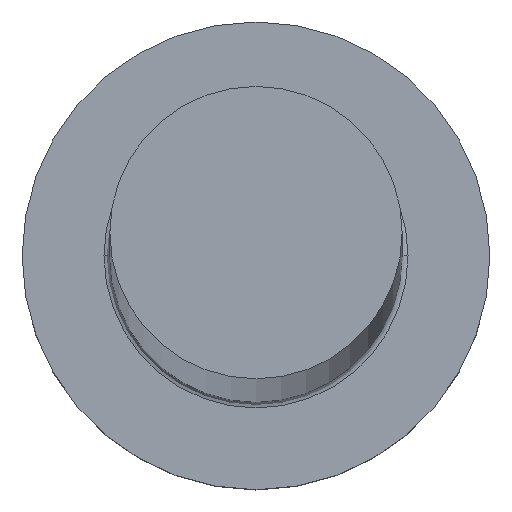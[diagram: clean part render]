
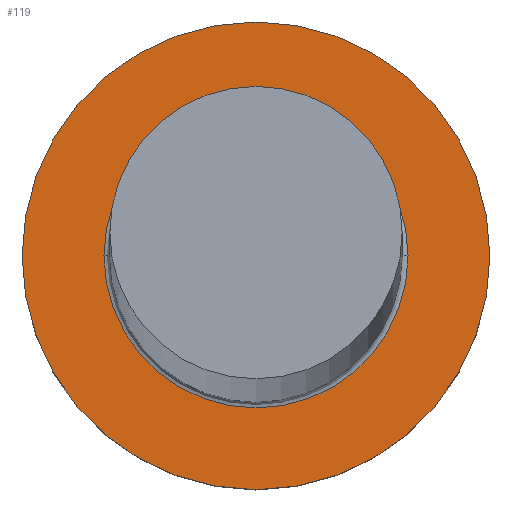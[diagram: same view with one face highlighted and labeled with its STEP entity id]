
A CAD part, top view. The second image highlights one B-rep face of the part: STEP entity #119.
In plain terms, the highlighted planar face has unit normal (0, 0, 1).
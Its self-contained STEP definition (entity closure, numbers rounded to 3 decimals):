
#15 = VERTEX_POINT ( 'NONE', #278 ) ;
#20 = ORIENTED_EDGE ( 'NONE', *, *, #182, .T. ) ;
#21 = DIRECTION ( 'NONE',  ( 1., 0., 0. ) ) ;
#27 = CARTESIAN_POINT ( 'NONE',  ( 8., 0., 5. ) ) ;
#29 = AXIS2_PLACEMENT_3D ( 'NONE', #211, #67, #240 ) ;
#39 = CARTESIAN_POINT ( 'NONE',  ( 0., 0., 5. ) ) ;
#43 = DIRECTION ( 'NONE',  ( 1., 0., 0. ) ) ;
#53 = ORIENTED_EDGE ( 'NONE', *, *, #62, .T. ) ;
#62 = EDGE_CURVE ( 'NONE', #170, #15, #141, .T. ) ;
#66 = PLANE ( 'NONE',  #213 ) ;
#67 = DIRECTION ( 'NONE',  ( 0., 0., 1. ) ) ;
#91 = CIRCLE ( 'NONE', #129, 5.2 ) ;
#93 = CARTESIAN_POINT ( 'NONE',  ( 0., 0., 5. ) ) ;
#94 = EDGE_CURVE ( 'NONE', #200, #294, #161, .T. ) ;
#110 = EDGE_LOOP ( 'NONE', ( #53, #20 ) ) ;
#111 = DIRECTION ( 'NONE',  ( 0., 0., -1. ) ) ;
#117 = CARTESIAN_POINT ( 'NONE',  ( 0., 0., 5. ) ) ;
#119 = ADVANCED_FACE ( 'NONE', ( #120, #236 ), #66, .T. ) ;
#120 = FACE_BOUND ( 'NONE', #110, .T. ) ;
#129 = AXIS2_PLACEMENT_3D ( 'NONE', #117, #210, #235 ) ;
#141 = CIRCLE ( 'NONE', #302, 5.2 ) ;
#143 = DIRECTION ( 'NONE',  ( 1., 0., 0. ) ) ;
#151 = ORIENTED_EDGE ( 'NONE', *, *, #222, .T. ) ;
#152 = ORIENTED_EDGE ( 'NONE', *, *, #94, .T. ) ;
#153 = EDGE_LOOP ( 'NONE', ( #151, #152 ) ) ;
#161 = CIRCLE ( 'NONE', #29, 8. ) ;
#163 = CARTESIAN_POINT ( 'NONE',  ( 0., 0., 5. ) ) ;
#170 = VERTEX_POINT ( 'NONE', #193 ) ;
#171 = CIRCLE ( 'NONE', #284, 8. ) ;
#182 = EDGE_CURVE ( 'NONE', #15, #170, #91, .T. ) ;
#188 = DIRECTION ( 'NONE',  ( 0., 0., 1. ) ) ;
#193 = CARTESIAN_POINT ( 'NONE',  ( 5.2, 0., 5. ) ) ;
#200 = VERTEX_POINT ( 'NONE', #27 ) ;
#210 = DIRECTION ( 'NONE',  ( 0., 0., -1. ) ) ;
#211 = CARTESIAN_POINT ( 'NONE',  ( 0., 0., 5. ) ) ;
#213 = AXIS2_PLACEMENT_3D ( 'NONE', #163, #188, #143 ) ;
#222 = EDGE_CURVE ( 'NONE', #294, #200, #171, .T. ) ;
#235 = DIRECTION ( 'NONE',  ( 1., 0., 0. ) ) ;
#236 = FACE_OUTER_BOUND ( 'NONE', #153, .T. ) ;
#237 = DIRECTION ( 'NONE',  ( 0., 0., 1. ) ) ;
#240 = DIRECTION ( 'NONE',  ( 1., 0., 0. ) ) ;
#278 = CARTESIAN_POINT ( 'NONE',  ( -5.2, 0., 5. ) ) ;
#280 = CARTESIAN_POINT ( 'NONE',  ( -8., 0., 5. ) ) ;
#284 = AXIS2_PLACEMENT_3D ( 'NONE', #93, #237, #21 ) ;
#294 = VERTEX_POINT ( 'NONE', #280 ) ;
#302 = AXIS2_PLACEMENT_3D ( 'NONE', #39, #111, #43 ) ;
